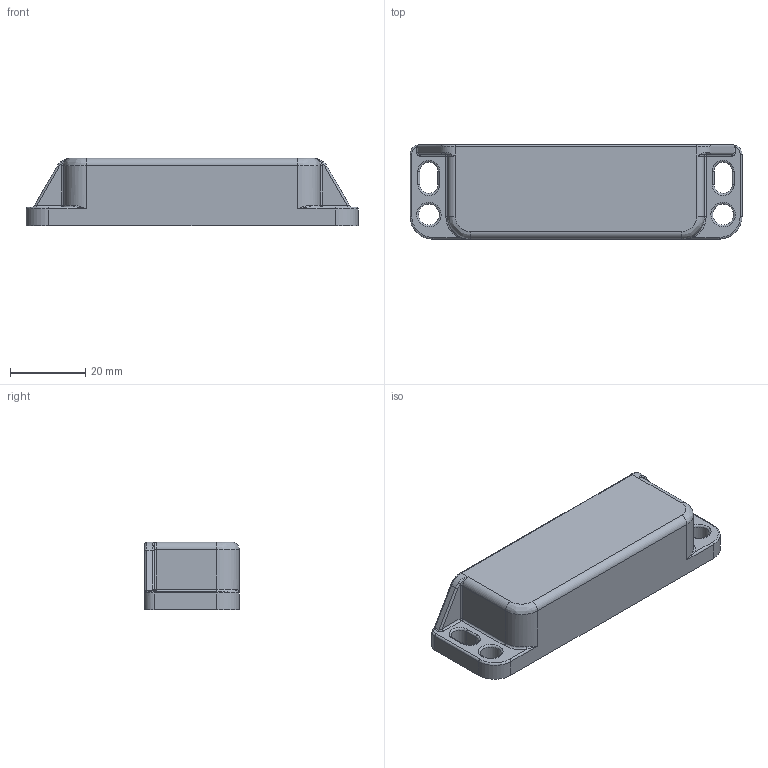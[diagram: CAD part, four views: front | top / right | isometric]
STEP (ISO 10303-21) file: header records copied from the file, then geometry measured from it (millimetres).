
FILE_DESCRIPTION (( 'STEP AP214' ), '1' );
FILE_NAME ('LMF-406201.STEP', '2020-05-08T21:34:50', ( '' ), ( '' ), 'SwSTEP 2.0', 'SolidWorks 2019', '' );
FILE_SCHEMA (( 'AUTOMOTIVE_DESIGN' ));
Length unit declared in the file: inch
Products named in the file (1): LMF-406201
Bounding box: 88 x 25 x 18 mm (x, y, z)
Volume: 14720.9 mm3; surface area: 15135.4 mm2
Topology: 5 solids, 5 shells, 635 faces, 1574 edges, 984 vertices
Faces by surface type: plane 286, bspline 191, cylinder 150, cone 8
Full cylindrical faces by diameter (mm): 3.2 x2, 3.5 x2, 5.5 x2, 6 x2, 6.1 x2, 7 x2, 7.2 x2
Entity records: 27959 total; most frequent: CARTESIAN_POINT 14182, ORIENTED_EDGE 3036, DIRECTION 2362, EDGE_CURVE 1518, VERTEX_POINT 980, VECTOR 888, LINE 888, AXIS2_PLACEMENT_3D 737
